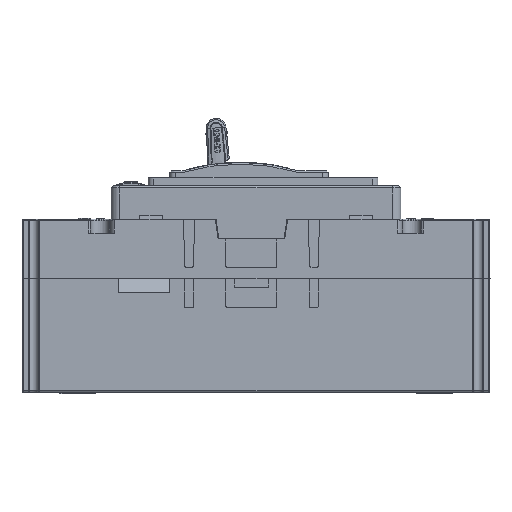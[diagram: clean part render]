
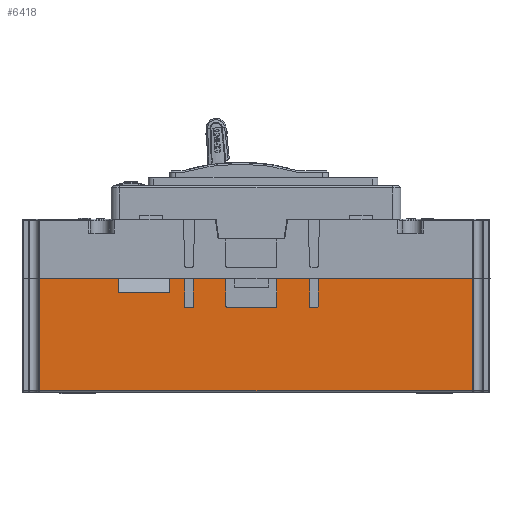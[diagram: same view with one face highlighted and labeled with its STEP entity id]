
A CAD part, front view. The second image highlights one B-rep face of the part: STEP entity #6418.
In plain terms, the highlighted planar face has unit normal (0, -1, 0).
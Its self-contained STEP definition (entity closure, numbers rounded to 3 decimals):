
#4103=CIRCLE('',#74754,0.5);
#4104=CIRCLE('',#74755,0.5);
#4105=CIRCLE('',#74756,0.5);
#4106=CIRCLE('',#74757,0.5);
#4107=CIRCLE('',#74758,0.5);
#4108=CIRCLE('',#74759,0.5);
#6418=ADVANCED_FACE('',(#12904),#10453,.T.);
#10453=PLANE('',#74760);
#12904=FACE_OUTER_BOUND('',#16619,.T.);
#16619=EDGE_LOOP('',(#22100,#22101,#22102,#22103,#22104,#22105,#22106,#22107,
#22108,#22109,#22110,#22111,#22112,#22113,#22114,#22115,#22116,#22117,#22118,
#22119,#22120,#22121,#22122,#22123,#22124,#22125));
#22100=ORIENTED_EDGE('',*,*,#50178,.F.);
#22101=ORIENTED_EDGE('',*,*,#50114,.F.);
#22102=ORIENTED_EDGE('',*,*,#50179,.T.);
#22103=ORIENTED_EDGE('',*,*,#50180,.T.);
#22104=ORIENTED_EDGE('',*,*,#50181,.T.);
#22105=ORIENTED_EDGE('',*,*,#49875,.F.);
#22106=ORIENTED_EDGE('',*,*,#50182,.F.);
#22107=ORIENTED_EDGE('',*,*,#50183,.T.);
#22108=ORIENTED_EDGE('',*,*,#50184,.F.);
#22109=ORIENTED_EDGE('',*,*,#50185,.T.);
#22110=ORIENTED_EDGE('',*,*,#50186,.F.);
#22111=ORIENTED_EDGE('',*,*,#49871,.F.);
#22112=ORIENTED_EDGE('',*,*,#50187,.F.);
#22113=ORIENTED_EDGE('',*,*,#50188,.T.);
#22114=ORIENTED_EDGE('',*,*,#50189,.T.);
#22115=ORIENTED_EDGE('',*,*,#50190,.T.);
#22116=ORIENTED_EDGE('',*,*,#50191,.T.);
#22117=ORIENTED_EDGE('',*,*,#50122,.F.);
#22118=ORIENTED_EDGE('',*,*,#50192,.T.);
#22119=ORIENTED_EDGE('',*,*,#50193,.T.);
#22120=ORIENTED_EDGE('',*,*,#50194,.F.);
#22121=ORIENTED_EDGE('',*,*,#50195,.T.);
#22122=ORIENTED_EDGE('',*,*,#50196,.T.);
#22123=ORIENTED_EDGE('',*,*,#50118,.F.);
#22124=ORIENTED_EDGE('',*,*,#50197,.T.);
#22125=ORIENTED_EDGE('',*,*,#50198,.T.);
#42825=VERTEX_POINT('',#101917);
#42826=VERTEX_POINT('',#101919);
#42829=VERTEX_POINT('',#101925);
#42830=VERTEX_POINT('',#101927);
#43047=VERTEX_POINT('',#102395);
#43048=VERTEX_POINT('',#102397);
#43051=VERTEX_POINT('',#102403);
#43052=VERTEX_POINT('',#102405);
#43055=VERTEX_POINT('',#102411);
#43056=VERTEX_POINT('',#102413);
#43108=VERTEX_POINT('',#102523);
#43109=VERTEX_POINT('',#102525);
#43110=VERTEX_POINT('',#102527);
#43111=VERTEX_POINT('',#102530);
#43112=VERTEX_POINT('',#102532);
#43113=VERTEX_POINT('',#102534);
#43114=VERTEX_POINT('',#102536);
#43115=VERTEX_POINT('',#102539);
#43116=VERTEX_POINT('',#102541);
#43117=VERTEX_POINT('',#102543);
#43118=VERTEX_POINT('',#102545);
#43119=VERTEX_POINT('',#102548);
#43120=VERTEX_POINT('',#102550);
#43121=VERTEX_POINT('',#102552);
#43122=VERTEX_POINT('',#102554);
#43123=VERTEX_POINT('',#102557);
#49871=EDGE_CURVE('',#42825,#42826,#60399,.T.);
#49875=EDGE_CURVE('',#42829,#42830,#60403,.T.);
#50114=EDGE_CURVE('',#43047,#43048,#60579,.T.);
#50118=EDGE_CURVE('',#43051,#43052,#60583,.T.);
#50122=EDGE_CURVE('',#43055,#43056,#60587,.T.);
#50178=EDGE_CURVE('',#43048,#43108,#60621,.T.);
#50179=EDGE_CURVE('',#43047,#43109,#60622,.T.);
#50180=EDGE_CURVE('',#43109,#43110,#60623,.T.);
#50181=EDGE_CURVE('',#43110,#42830,#60624,.T.);
#50182=EDGE_CURVE('',#43111,#42829,#60625,.T.);
#50183=EDGE_CURVE('',#43111,#43112,#4103,.T.);
#50184=EDGE_CURVE('',#43113,#43112,#60626,.T.);
#50185=EDGE_CURVE('',#43113,#43114,#4104,.T.);
#50186=EDGE_CURVE('',#42826,#43114,#60627,.T.);
#50187=EDGE_CURVE('',#43115,#42825,#60628,.T.);
#50188=EDGE_CURVE('',#43115,#43116,#4105,.T.);
#50189=EDGE_CURVE('',#43116,#43117,#60629,.T.);
#50190=EDGE_CURVE('',#43117,#43118,#4106,.T.);
#50191=EDGE_CURVE('',#43118,#43056,#60630,.T.);
#50192=EDGE_CURVE('',#43055,#43119,#60631,.T.);
#50193=EDGE_CURVE('',#43119,#43120,#4107,.T.);
#50194=EDGE_CURVE('',#43121,#43120,#60632,.T.);
#50195=EDGE_CURVE('',#43121,#43122,#4108,.T.);
#50196=EDGE_CURVE('',#43122,#43052,#60633,.T.);
#50197=EDGE_CURVE('',#43051,#43123,#60634,.T.);
#50198=EDGE_CURVE('',#43123,#43108,#60635,.T.);
#60399=LINE('',#101918,#67580);
#60403=LINE('',#101926,#67584);
#60579=LINE('',#102396,#67760);
#60583=LINE('',#102404,#67764);
#60587=LINE('',#102412,#67768);
#60621=LINE('',#102522,#67802);
#60622=LINE('',#102524,#67803);
#60623=LINE('',#102526,#67804);
#60624=LINE('',#102528,#67805);
#60625=LINE('',#102529,#67806);
#60626=LINE('',#102533,#67807);
#60627=LINE('',#102537,#67808);
#60628=LINE('',#102538,#67809);
#60629=LINE('',#102542,#67810);
#60630=LINE('',#102546,#67811);
#60631=LINE('',#102547,#67812);
#60632=LINE('',#102551,#67813);
#60633=LINE('',#102555,#67814);
#60634=LINE('',#102556,#67815);
#60635=LINE('',#102558,#67816);
#67580=VECTOR('',#81648,1.);
#67584=VECTOR('',#81652,1.);
#67760=VECTOR('',#81956,1.);
#67764=VECTOR('',#81960,1.);
#67768=VECTOR('',#81964,1.);
#67802=VECTOR('',#82046,1.);
#67803=VECTOR('',#82047,1.);
#67804=VECTOR('',#82048,1.);
#67805=VECTOR('',#82049,1.);
#67806=VECTOR('',#82050,1.);
#67807=VECTOR('',#82053,1.);
#67808=VECTOR('',#82056,1.);
#67809=VECTOR('',#82057,1.);
#67810=VECTOR('',#82060,1.);
#67811=VECTOR('',#82063,1.);
#67812=VECTOR('',#82064,1.);
#67813=VECTOR('',#82067,1.);
#67814=VECTOR('',#82070,1.);
#67815=VECTOR('',#82071,1.);
#67816=VECTOR('',#82072,1.);
#74754=AXIS2_PLACEMENT_3D('',#102531,#82051,#82052);
#74755=AXIS2_PLACEMENT_3D('',#102535,#82054,#82055);
#74756=AXIS2_PLACEMENT_3D('',#102540,#82058,#82059);
#74757=AXIS2_PLACEMENT_3D('',#102544,#82061,#82062);
#74758=AXIS2_PLACEMENT_3D('',#102549,#82065,#82066);
#74759=AXIS2_PLACEMENT_3D('',#102553,#82068,#82069);
#74760=AXIS2_PLACEMENT_3D('',#102559,#82073,#82074);
#81648=DIRECTION('',(1.,0.,0.));
#81652=DIRECTION('',(1.,0.,0.));
#81956=DIRECTION('',(1.,0.,0.));
#81960=DIRECTION('',(1.,0.,0.));
#81964=DIRECTION('',(1.,0.,0.));
#82046=DIRECTION('',(0.,0.,-1.));
#82047=DIRECTION('',(0.,0.,-1.));
#82048=DIRECTION('',(1.,0.,0.));
#82049=DIRECTION('',(0.,0.,1.));
#82050=DIRECTION('',(0.,0.,1.));
#82051=DIRECTION('',(0.,1.,0.));
#82052=DIRECTION('',(1.,0.,0.));
#82053=DIRECTION('',(1.,0.,0.));
#82054=DIRECTION('',(0.,1.,0.));
#82055=DIRECTION('',(1.,0.,0.));
#82056=DIRECTION('',(0.,0.,-1.));
#82057=DIRECTION('',(0.,0.,1.));
#82058=DIRECTION('',(0.,1.,0.));
#82059=DIRECTION('',(1.,0.,0.));
#82060=DIRECTION('',(-1.,0.,0.));
#82061=DIRECTION('',(0.,1.,0.));
#82062=DIRECTION('',(1.,0.,0.));
#82063=DIRECTION('',(0.,0.,1.));
#82064=DIRECTION('',(0.,0.,-1.));
#82065=DIRECTION('',(0.,1.,0.));
#82066=DIRECTION('',(1.,0.,0.));
#82067=DIRECTION('',(1.,0.,0.));
#82068=DIRECTION('',(0.,1.,0.));
#82069=DIRECTION('',(1.,0.,0.));
#82070=DIRECTION('',(0.,0.,1.));
#82071=DIRECTION('',(0.,0.,-1.));
#82072=DIRECTION('',(-1.,0.,0.));
#82073=DIRECTION('',(0.,-1.,0.));
#82074=DIRECTION('',(0.,0.,-1.));
#101917=CARTESIAN_POINT('',(307.531,-140.,10.876));
#101918=CARTESIAN_POINT('',(217.631,-140.,10.876));
#101919=CARTESIAN_POINT('',(319.031,-140.,10.876));
#101925=CARTESIAN_POINT('',(322.031,-140.,10.876));
#101926=CARTESIAN_POINT('',(217.631,-140.,10.876));
#101927=CARTESIAN_POINT('',(376.437,-140.,10.876));
#102395=CARTESIAN_POINT('',(223.824,-140.,10.876));
#102396=CARTESIAN_POINT('',(217.631,-140.,10.876));
#102397=CARTESIAN_POINT('',(251.631,-140.,10.876));
#102403=CARTESIAN_POINT('',(269.631,-140.,10.876));
#102404=CARTESIAN_POINT('',(217.631,-140.,10.876));
#102405=CARTESIAN_POINT('',(275.031,-140.,10.876));
#102411=CARTESIAN_POINT('',(278.031,-140.,10.876));
#102412=CARTESIAN_POINT('',(217.631,-140.,10.876));
#102413=CARTESIAN_POINT('',(289.531,-140.,10.876));
#102522=CARTESIAN_POINT('',(251.631,-140.,10.876));
#102523=CARTESIAN_POINT('',(251.631,-140.,5.876));
#102524=CARTESIAN_POINT('',(223.824,-140.,-385.124));
#102525=CARTESIAN_POINT('',(223.824,-140.,-28.624));
#102526=CARTESIAN_POINT('',(217.631,-140.,-28.624));
#102527=CARTESIAN_POINT('',(376.437,-140.,-28.624));
#102528=CARTESIAN_POINT('',(376.437,-140.,-385.124));
#102529=CARTESIAN_POINT('',(322.031,-140.,11.876));
#102530=CARTESIAN_POINT('',(322.031,-140.,1.076));
#102531=CARTESIAN_POINT('',(321.531,-140.,1.076));
#102532=CARTESIAN_POINT('',(321.531,-140.,0.576));
#102533=CARTESIAN_POINT('',(217.631,-140.,0.576));
#102534=CARTESIAN_POINT('',(319.531,-140.,0.576));
#102535=CARTESIAN_POINT('',(319.531,-140.,1.076));
#102536=CARTESIAN_POINT('',(319.031,-140.,1.076));
#102537=CARTESIAN_POINT('',(319.031,-140.,11.876));
#102538=CARTESIAN_POINT('',(307.531,-140.,-91.094));
#102539=CARTESIAN_POINT('',(307.531,-140.,1.076));
#102540=CARTESIAN_POINT('',(307.031,-140.,1.076));
#102541=CARTESIAN_POINT('',(307.031,-140.,0.576));
#102542=CARTESIAN_POINT('',(307.231,-140.,0.576));
#102543=CARTESIAN_POINT('',(290.031,-140.,0.576));
#102544=CARTESIAN_POINT('',(290.031,-140.,1.076));
#102545=CARTESIAN_POINT('',(289.531,-140.,1.076));
#102546=CARTESIAN_POINT('',(289.531,-140.,-91.094));
#102547=CARTESIAN_POINT('',(278.031,-140.,10.876));
#102548=CARTESIAN_POINT('',(278.031,-140.,1.076));
#102549=CARTESIAN_POINT('',(277.531,-140.,1.076));
#102550=CARTESIAN_POINT('',(277.531,-140.,0.576));
#102551=CARTESIAN_POINT('',(217.631,-140.,0.576));
#102552=CARTESIAN_POINT('',(275.531,-140.,0.576));
#102553=CARTESIAN_POINT('',(275.531,-140.,1.076));
#102554=CARTESIAN_POINT('',(275.031,-140.,1.076));
#102555=CARTESIAN_POINT('',(275.031,-140.,0.876));
#102556=CARTESIAN_POINT('',(269.631,-140.,10.876));
#102557=CARTESIAN_POINT('',(269.631,-140.,5.876));
#102558=CARTESIAN_POINT('',(269.631,-140.,5.876));
#102559=CARTESIAN_POINT('',(217.631,-140.,11.876));
